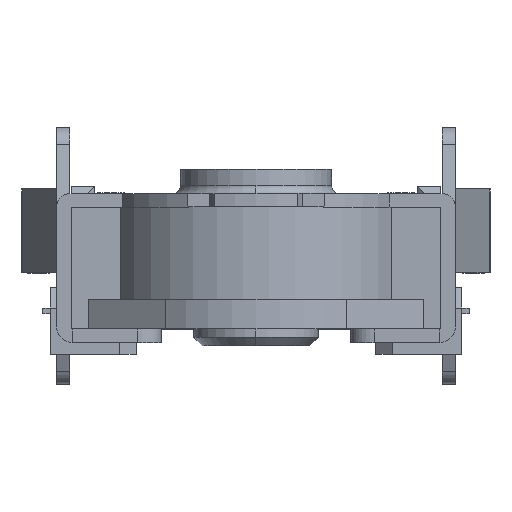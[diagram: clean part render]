
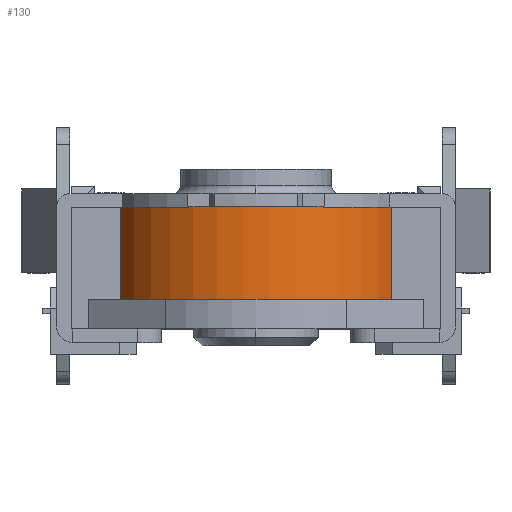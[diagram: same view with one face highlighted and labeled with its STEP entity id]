
A CAD part, top view. The second image highlights one B-rep face of the part: STEP entity #130.
In plain terms, the highlighted cylindrical face has radius 3.55 mm (diameter 7.1 mm), a partial arc.
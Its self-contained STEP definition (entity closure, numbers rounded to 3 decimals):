
#130 = ADVANCED_FACE ( 'NONE', ( #6935 ), #6911, .T. ) ;
#246 = CARTESIAN_POINT ( 'NONE',  ( -3.218, 1.5, 2.9 ) ) ;
#331 = CARTESIAN_POINT ( 'NONE',  ( 3.218, 1.5, 2.9 ) ) ;
#394 = CARTESIAN_POINT ( 'NONE',  ( -3.218, 1.5, 0.7 ) ) ;
#402 = CARTESIAN_POINT ( 'NONE',  ( 3.218, 1.5, 0.7 ) ) ;
#2671 = DIRECTION ( 'NONE',  ( -1., 0., 0. ) ) ;
#2678 = DIRECTION ( 'NONE',  ( 0., 0., -1. ) ) ;
#2697 = CARTESIAN_POINT ( 'NONE',  ( 0., 0., 12.941 ) ) ;
#3878 = ORIENTED_EDGE ( 'NONE', *, *, #11675, .T. ) ;
#3879 = ORIENTED_EDGE ( 'NONE', *, *, #11095, .T. ) ;
#3880 = ORIENTED_EDGE ( 'NONE', *, *, #11097, .F. ) ;
#3881 = ORIENTED_EDGE ( 'NONE', *, *, #11099, .T. ) ;
#4030 = EDGE_LOOP ( 'NONE', ( #3878, #3879, #3880, #3881 ) ) ;
#4311 = CARTESIAN_POINT ( 'NONE',  ( 3.218, 1.5, 12.941 ) ) ;
#4314 = DIRECTION ( 'NONE',  ( 0., 0., -1. ) ) ;
#4317 = CARTESIAN_POINT ( 'NONE',  ( 0., 0., 0.7 ) ) ;
#4318 = DIRECTION ( 'NONE',  ( 0., 0., -1. ) ) ;
#4319 = DIRECTION ( 'NONE',  ( -1., 0., 0. ) ) ;
#4322 = CARTESIAN_POINT ( 'NONE',  ( -3.218, 1.5, 12.941 ) ) ;
#4323 = DIRECTION ( 'NONE',  ( 0., 0., 1. ) ) ;
#6056 = CIRCLE ( 'NONE', #12836, 3.55 ) ;
#6911 = CYLINDRICAL_SURFACE ( 'NONE', #10247, 3.55 ) ;
#6935 = FACE_OUTER_BOUND ( 'NONE', #4030, .T. ) ;
#7301 = CARTESIAN_POINT ( 'NONE',  ( 0., 0., 2.9 ) ) ;
#7351 = DIRECTION ( 'NONE',  ( 0., 0., -1. ) ) ;
#7352 = DIRECTION ( 'NONE',  ( -1., 0., 0. ) ) ;
#8506 = LINE ( 'NONE', #4311, #8510 ) ;
#8510 = VECTOR ( 'NONE', #4314, 1000. ) ;
#8517 = CIRCLE ( 'NONE', #12721, 3.55 ) ;
#8518 = LINE ( 'NONE', #4322, #8519 ) ;
#8519 = VECTOR ( 'NONE', #4323, 1000. ) ;
#10247 = AXIS2_PLACEMENT_3D ( 'NONE', #2697, #2678, #2671 ) ;
#11095 = EDGE_CURVE ( 'NONE', #15446, #15578, #8506, .T. ) ;
#11097 = EDGE_CURVE ( 'NONE', #15558, #15578, #8517, .T. ) ;
#11099 = EDGE_CURVE ( 'NONE', #15558, #15338, #8518, .T. ) ;
#11675 = EDGE_CURVE ( 'NONE', #15338, #15446, #6056, .T. ) ;
#12721 = AXIS2_PLACEMENT_3D ( 'NONE', #4317, #4318, #4319 ) ;
#12836 = AXIS2_PLACEMENT_3D ( 'NONE', #7301, #7351, #7352 ) ;
#15338 = VERTEX_POINT ( 'NONE', #246 ) ;
#15446 = VERTEX_POINT ( 'NONE', #331 ) ;
#15558 = VERTEX_POINT ( 'NONE', #394 ) ;
#15578 = VERTEX_POINT ( 'NONE', #402 ) ;
